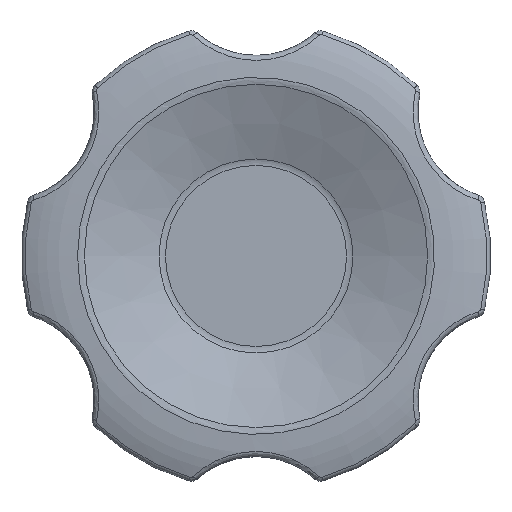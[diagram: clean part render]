
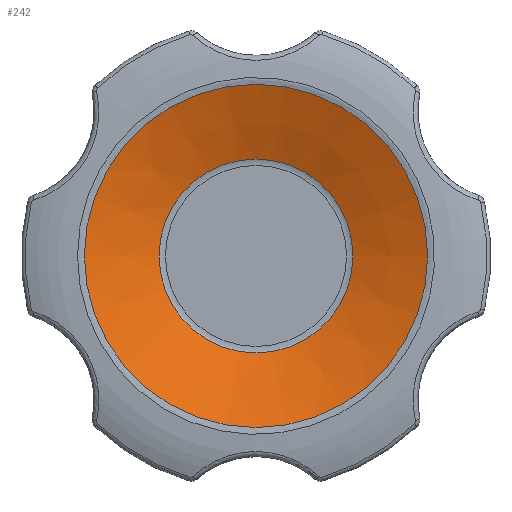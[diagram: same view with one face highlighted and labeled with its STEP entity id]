
A CAD part, top view. The second image highlights one B-rep face of the part: STEP entity #242.
In plain terms, the highlighted conical face has half-angle 68.629 degrees and reference radius 14.9 mm.
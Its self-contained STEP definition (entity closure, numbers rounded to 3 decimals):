
#242 = ADVANCED_FACE( '', ( #519, #520 ), #521, .F. );
#519 = FACE_BOUND( '', #3659, .T. );
#520 = FACE_OUTER_BOUND( '', #3660, .T. );
#521 = CONICAL_SURFACE( '', #3661, 14.9, 1.198 );
#3659 = EDGE_LOOP( '', ( #5790 ) );
#3660 = EDGE_LOOP( '', ( #5791 ) );
#3661 = AXIS2_PLACEMENT_3D( '', #5792, #5793, #5794 );
#5790 = ORIENTED_EDGE( '', *, *, #6117, .T. );
#5791 = ORIENTED_EDGE( '', *, *, #6006, .T. );
#5792 = CARTESIAN_POINT( '', ( 0., 0., 28. ) );
#5793 = DIRECTION( '', ( 0., 0., 1. ) );
#5794 = DIRECTION( '', ( 1., 0., 0. ) );
#6006 = EDGE_CURVE( '', #6290, #6290, #6291, .F. );
#6117 = EDGE_CURVE( '', #6475, #6475, #6476, .F. );
#6290 = VERTEX_POINT( '', #6806 );
#6291 = CIRCLE( '', #6807, 14.628 );
#6475 = VERTEX_POINT( '', #8231 );
#6476 = CIRCLE( '', #8232, 8.264 );
#6806 = CARTESIAN_POINT( '', ( -14.628, 0., 27.894 ) );
#6807 = AXIS2_PLACEMENT_3D( '', #9511, #9512, #9513 );
#8231 = CARTESIAN_POINT( '', ( 8.264, 0., 25.403 ) );
#8232 = AXIS2_PLACEMENT_3D( '', #9640, #9641, #9642 );
#9511 = CARTESIAN_POINT( '', ( 0., 0., 27.894 ) );
#9512 = DIRECTION( '', ( 0., 0., -1. ) );
#9513 = DIRECTION( '', ( -1., 0., 0. ) );
#9640 = CARTESIAN_POINT( '', ( 0., 0., 25.403 ) );
#9641 = DIRECTION( '', ( 0., 0., 1. ) );
#9642 = DIRECTION( '', ( 1., 0., 0. ) );
